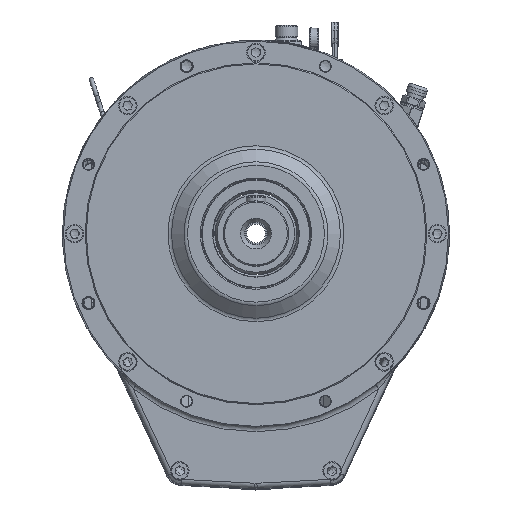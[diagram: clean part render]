
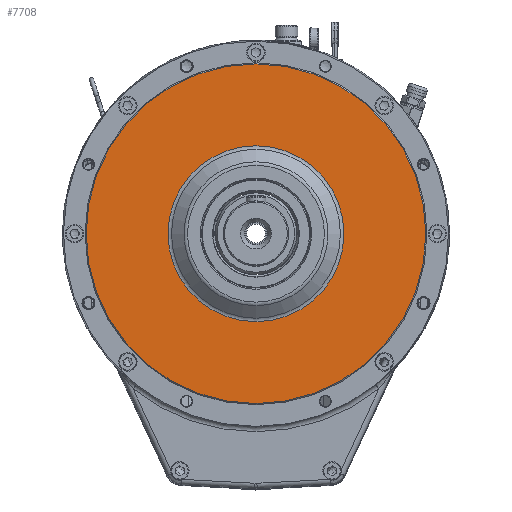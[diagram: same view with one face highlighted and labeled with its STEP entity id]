
A CAD part, top view. The second image highlights one B-rep face of the part: STEP entity #7708.
In plain terms, the highlighted planar face has unit normal (0, 0, 1).
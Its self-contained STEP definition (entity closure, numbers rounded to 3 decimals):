
#7708 = ADVANCED_FACE ( 'NONE', ( #64122, #14623 ), #62332, .T. ) ;
#14623 = FACE_BOUND ( 'NONE', #94496, .T. ) ;
#22627 = DIRECTION ( 'NONE',  ( 0., 0., -1. ) ) ;
#37688 = AXIS2_PLACEMENT_3D ( 'NONE', #81844, #22627, #91727 ) ;
#42894 = DIRECTION ( 'NONE',  ( 0., 0., 1. ) ) ;
#46573 = EDGE_CURVE ( 'NONE', #125375, #125375, #83192, .T. ) ;
#51732 = ORIENTED_EDGE ( 'NONE', *, *, #46573, .T. ) ;
#55248 = CARTESIAN_POINT ( 'NONE',  ( 80.871, 0., 28. ) ) ;
#55424 = CARTESIAN_POINT ( 'NONE',  ( 0., 0., 28. ) ) ;
#55627 = VERTEX_POINT ( 'NONE', #105684 ) ;
#58818 = AXIS2_PLACEMENT_3D ( 'NONE', #55424, #124566, #65373 ) ;
#62332 = PLANE ( 'NONE',  #111194 ) ;
#63118 = ORIENTED_EDGE ( 'NONE', *, *, #122265, .T. ) ;
#64122 = FACE_OUTER_BOUND ( 'NONE', #102296, .T. ) ;
#65373 = DIRECTION ( 'NONE',  ( 1., 0., 0. ) ) ;
#81844 = CARTESIAN_POINT ( 'NONE',  ( 0., 0., 28. ) ) ;
#83192 = CIRCLE ( 'NONE', #37688, 80.871 ) ;
#91727 = DIRECTION ( 'NONE',  ( 1., 0., 0. ) ) ;
#94496 = EDGE_LOOP ( 'NONE', ( #51732 ) ) ;
#102073 = CARTESIAN_POINT ( 'NONE',  ( 0., 0., 28. ) ) ;
#102296 = EDGE_LOOP ( 'NONE', ( #63118 ) ) ;
#105684 = CARTESIAN_POINT ( 'NONE',  ( 156.16, 0., 28. ) ) ;
#111194 = AXIS2_PLACEMENT_3D ( 'NONE', #102073, #42894, #112006 ) ;
#112006 = DIRECTION ( 'NONE',  ( 1., 0., 0. ) ) ;
#118304 = CIRCLE ( 'NONE', #58818, 156.16 ) ;
#122265 = EDGE_CURVE ( 'NONE', #55627, #55627, #118304, .T. ) ;
#124566 = DIRECTION ( 'NONE',  ( 0., 0., 1. ) ) ;
#125375 = VERTEX_POINT ( 'NONE', #55248 ) ;
